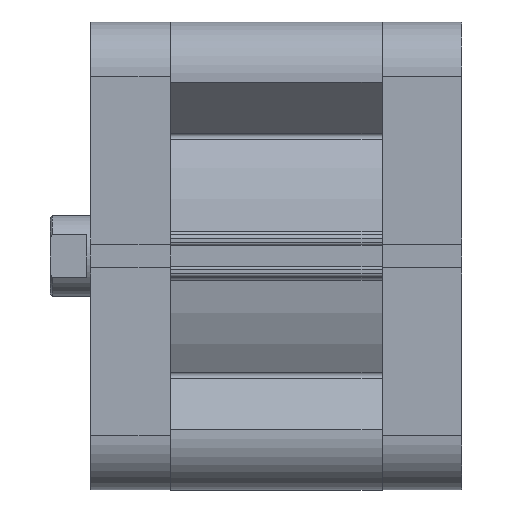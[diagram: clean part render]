
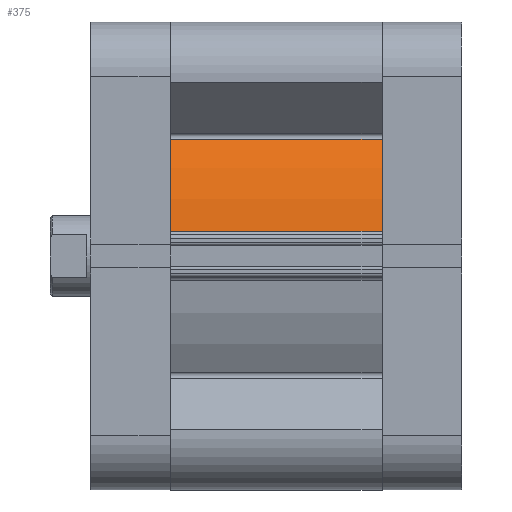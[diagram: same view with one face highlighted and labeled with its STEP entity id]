
A CAD part, front view. The second image highlights one B-rep face of the part: STEP entity #375.
In plain terms, the highlighted cylindrical face has radius 53.5 mm (diameter 107 mm), a partial arc.
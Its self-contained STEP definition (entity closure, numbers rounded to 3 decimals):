
#375 = ADVANCED_FACE ( 'NONE', ( #8874 ), #8877, .T. ) ;
#724 = CARTESIAN_POINT ( 'NONE',  ( 0., 0., 52.5 ) ) ;
#725 = DIRECTION ( 'NONE',  ( 0., 0., -1. ) ) ;
#726 = DIRECTION ( 'NONE',  ( -1., 0., 0. ) ) ;
#1408 = CARTESIAN_POINT ( 'NONE',  ( 6.135, -53.147, 52.5 ) ) ;
#1409 = DIRECTION ( 'NONE',  ( 0., 0., -1. ) ) ;
#1410 = CARTESIAN_POINT ( 'NONE',  ( 0., 0., 0. ) ) ;
#1411 = DIRECTION ( 'NONE',  ( 0., 0., 1. ) ) ;
#1412 = DIRECTION ( 'NONE',  ( 1., 0., 0. ) ) ;
#1413 = CARTESIAN_POINT ( 'NONE',  ( 28.996, -44.961, 52.5 ) ) ;
#1414 = DIRECTION ( 'NONE',  ( 0., 0., 1. ) ) ;
#1427 = CARTESIAN_POINT ( 'NONE',  ( 0., 0., 52.5 ) ) ;
#1436 = DIRECTION ( 'NONE',  ( 0., 0., 1. ) ) ;
#1437 = DIRECTION ( 'NONE',  ( 1., 0., 0. ) ) ;
#2645 = VERTEX_POINT ( 'NONE', #7428 ) ;
#2852 = VERTEX_POINT ( 'NONE', #7635 ) ;
#2952 = VERTEX_POINT ( 'NONE', #5162 ) ;
#2955 = VERTEX_POINT ( 'NONE', #5165 ) ;
#3598 = VECTOR ( 'NONE', #1414, 1000. ) ;
#3599 = LINE ( 'NONE', #1408, #3600 ) ;
#3600 = VECTOR ( 'NONE', #1409, 1000. ) ;
#3602 = LINE ( 'NONE', #1413, #3598 ) ;
#3607 = CIRCLE ( 'NONE', #8612, 53.5 ) ;
#3622 = CIRCLE ( 'NONE', #8619, 53.5 ) ;
#4776 = EDGE_CURVE ( 'NONE', #2955, #2645, #3599, .T. ) ;
#4777 = EDGE_CURVE ( 'NONE', #2645, #2952, #3607, .T. ) ;
#4778 = EDGE_CURVE ( 'NONE', #2952, #2852, #3602, .T. ) ;
#4787 = EDGE_CURVE ( 'NONE', #2955, #2852, #3622, .T. ) ;
#5162 = CARTESIAN_POINT ( 'NONE',  ( 28.996, -44.961, 0. ) ) ;
#5165 = CARTESIAN_POINT ( 'NONE',  ( 6.135, -53.147, 52.5 ) ) ;
#7428 = CARTESIAN_POINT ( 'NONE',  ( 6.135, -53.147, 0. ) ) ;
#7635 = CARTESIAN_POINT ( 'NONE',  ( 28.996, -44.961, 52.5 ) ) ;
#8132 = AXIS2_PLACEMENT_3D ( 'NONE', #724, #725, #726 ) ;
#8612 = AXIS2_PLACEMENT_3D ( 'NONE', #1410, #1411, #1412 ) ;
#8619 = AXIS2_PLACEMENT_3D ( 'NONE', #1427, #1436, #1437 ) ;
#8874 = FACE_OUTER_BOUND ( 'NONE', #10673, .T. ) ;
#8877 = CYLINDRICAL_SURFACE ( 'NONE', #8132, 53.5 ) ;
#10673 = EDGE_LOOP ( 'NONE', ( #10808, #10807, #10804, #10803 ) ) ;
#10803 = ORIENTED_EDGE ( 'NONE', *, *, #4776, .T. ) ;
#10804 = ORIENTED_EDGE ( 'NONE', *, *, #4787, .F. ) ;
#10807 = ORIENTED_EDGE ( 'NONE', *, *, #4778, .T. ) ;
#10808 = ORIENTED_EDGE ( 'NONE', *, *, #4777, .T. ) ;
